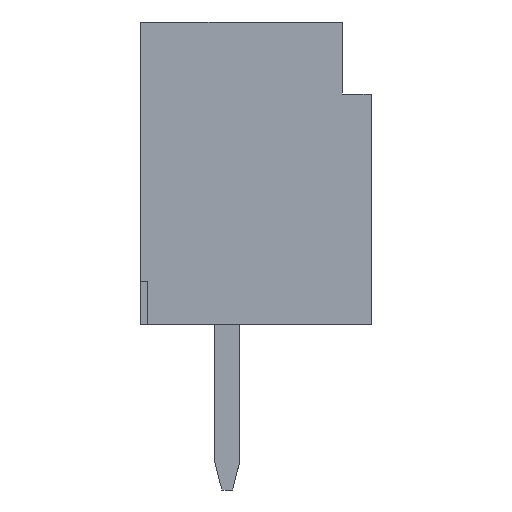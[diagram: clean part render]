
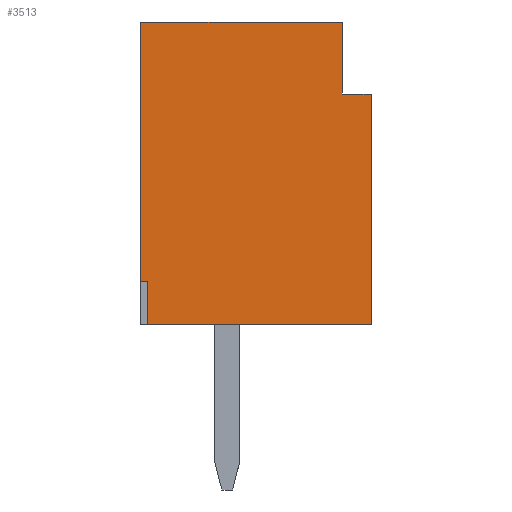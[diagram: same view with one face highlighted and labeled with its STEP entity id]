
A CAD part, left-side view. The second image highlights one B-rep face of the part: STEP entity #3513.
In plain terms, the highlighted planar face has unit normal (-1, 0, 0).
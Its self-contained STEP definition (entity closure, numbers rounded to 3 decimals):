
#362=ORIENTED_EDGE('',*,*,#1352,.F.);
#363=ORIENTED_EDGE('',*,*,#1353,.F.);
#364=ORIENTED_EDGE('',*,*,#1225,.T.);
#365=ORIENTED_EDGE('',*,*,#1321,.T.);
#366=ORIENTED_EDGE('',*,*,#1354,.F.);
#367=ORIENTED_EDGE('',*,*,#1355,.F.);
#368=ORIENTED_EDGE('',*,*,#1306,.T.);
#369=ORIENTED_EDGE('',*,*,#1110,.T.);
#1110=EDGE_CURVE('',#1618,#1617,#1951,.T.);
#1225=EDGE_CURVE('',#1724,#1723,#2066,.T.);
#1306=EDGE_CURVE('',#1803,#1618,#2147,.T.);
#1321=EDGE_CURVE('',#1723,#1817,#2162,.T.);
#1352=EDGE_CURVE('',#1837,#1617,#2193,.T.);
#1353=EDGE_CURVE('',#1724,#1837,#2194,.T.);
#1354=EDGE_CURVE('',#1838,#1817,#2195,.T.);
#1355=EDGE_CURVE('',#1803,#1838,#2196,.T.);
#1617=VERTEX_POINT('',#4847);
#1618=VERTEX_POINT('',#4849);
#1723=VERTEX_POINT('',#5078);
#1724=VERTEX_POINT('',#5080);
#1803=VERTEX_POINT('',#5242);
#1817=VERTEX_POINT('',#5271);
#1837=VERTEX_POINT('',#5325);
#1838=VERTEX_POINT('',#5328);
#1951=LINE('',#4848,#2458);
#2066=LINE('',#5079,#2573);
#2147=LINE('',#5241,#2654);
#2162=LINE('',#5272,#2669);
#2193=LINE('',#5324,#2700);
#2194=LINE('',#5326,#2701);
#2195=LINE('',#5327,#2702);
#2196=LINE('',#5329,#2703);
#2458=VECTOR('',#3930,1000.);
#2573=VECTOR('',#4065,1000.);
#2654=VECTOR('',#4150,1000.);
#2669=VECTOR('',#4167,1000.);
#2700=VECTOR('',#4202,1000.);
#2701=VECTOR('',#4203,1000.);
#2702=VECTOR('',#4204,1000.);
#2703=VECTOR('',#4205,1000.);
#2962=EDGE_LOOP('',(#362,#363,#364,#365,#366,#367,#368,#369));
#3159=FACE_BOUND('',#2962,.T.);
#3336=PLANE('',#3717);
#3513=ADVANCED_FACE('',(#3159),#3336,.T.);
#3717=AXIS2_PLACEMENT_3D('',#5323,#4200,#4201);
#3930=DIRECTION('',(0.,0.,-1.));
#4065=DIRECTION('',(0.,-1.,0.));
#4150=DIRECTION('',(0.,1.,0.));
#4167=DIRECTION('',(0.,0.,1.));
#4200=DIRECTION('',(-1.,0.,0.));
#4201=DIRECTION('',(0.,0.,1.));
#4202=DIRECTION('',(0.,1.,0.));
#4203=DIRECTION('',(0.,0.,1.));
#4204=DIRECTION('',(0.,-1.,0.));
#4205=DIRECTION('',(0.,0.,-1.));
#4847=CARTESIAN_POINT('',(-5.875,1.6,-1.5));
#4848=CARTESIAN_POINT('',(-5.875,1.6,2.1));
#4849=CARTESIAN_POINT('',(-5.875,1.6,2.1));
#5078=CARTESIAN_POINT('',(-5.875,-1.6,-2.1));
#5079=CARTESIAN_POINT('',(-5.875,1.6,-2.1));
#5080=CARTESIAN_POINT('',(-5.875,1.5,-2.1));
#5241=CARTESIAN_POINT('',(-5.875,-1.6,2.1));
#5242=CARTESIAN_POINT('',(-5.875,-1.2,2.1));
#5271=CARTESIAN_POINT('',(-5.875,-1.6,1.1));
#5272=CARTESIAN_POINT('',(-5.875,-1.6,-2.1));
#5323=CARTESIAN_POINT('',(-5.875,0.,0.));
#5324=CARTESIAN_POINT('',(-5.875,1.5,-1.5));
#5325=CARTESIAN_POINT('',(-5.875,1.5,-1.5));
#5326=CARTESIAN_POINT('',(-5.875,1.5,-2.1));
#5327=CARTESIAN_POINT('',(-5.875,-1.2,1.1));
#5328=CARTESIAN_POINT('',(-5.875,-1.2,1.1));
#5329=CARTESIAN_POINT('',(-5.875,-1.2,2.1));
